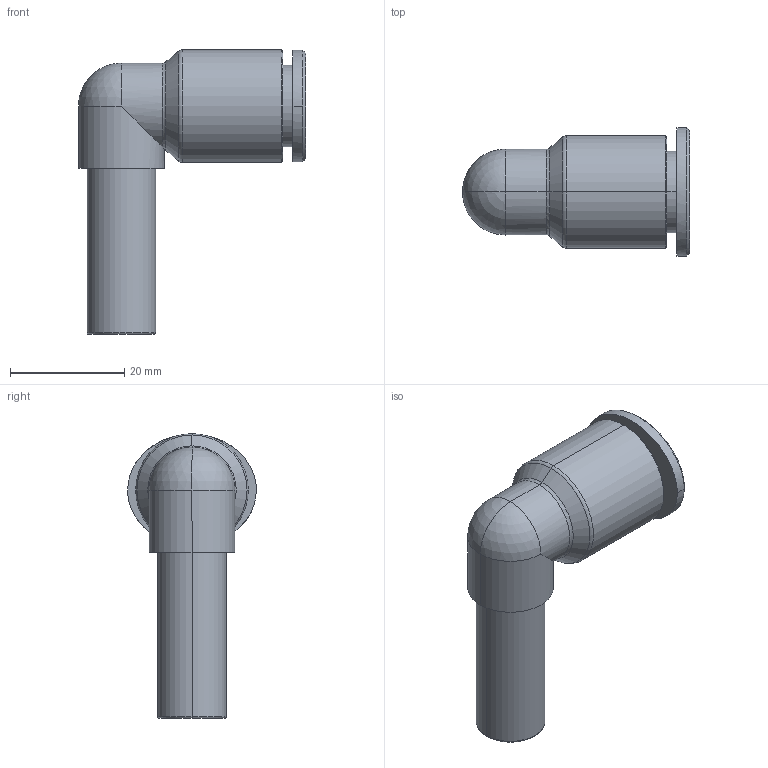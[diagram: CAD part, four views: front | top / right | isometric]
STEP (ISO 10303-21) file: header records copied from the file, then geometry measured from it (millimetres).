
FILE_DESCRIPTION((''),'2;1');
FILE_NAME('GPLJ_12(3D).stp','2012-12-21T10:27:25',(''),(''),'Mechanical Desktop.R8.0.24.0','Mechanical Desktop.R8.0.24.0',', , ');
FILE_SCHEMA(('CONFIG_CONTROL_DESIGN'));
Length unit declared in the file: millimetre
Products named in the file (2): GPLJ_12(3D); ºÎÇ°1
Assembly tree (1 placements, depth 2):
  GPLJ_12(3D)
    ºÎÇ°1
Bounding box: 39.7 x 22.5 x 49.75 mm (x, y, z)
Volume: 8402.6 mm3; surface area: 6250.5 mm2
Topology: 1 solids, 1 shells, 380 faces, 1072 edges, 707 vertices
Faces by surface type: plane 339, cylinder 15, cone 10, bspline 10, torus 4, sphere 2
Entity records: 12674 total; most frequent: CARTESIAN_POINT 2754, ORIENTED_EDGE 2140, DIRECTION 1853, EDGE_CURVE 1070, VECTOR 997, LINE 997, VERTEX_POINT 707, AXIS2_PLACEMENT_3D 428
